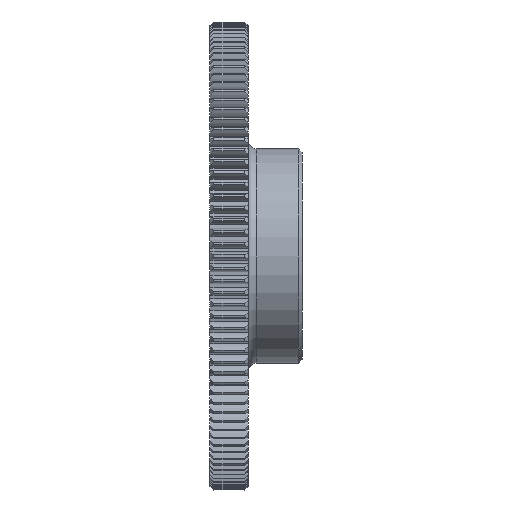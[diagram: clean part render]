
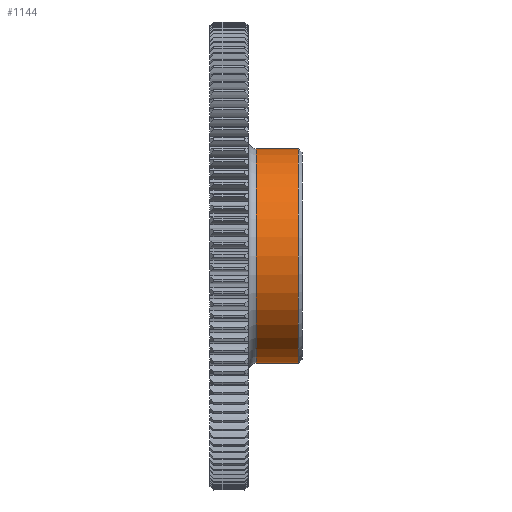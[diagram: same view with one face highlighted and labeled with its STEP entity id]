
A CAD part, front view. The second image highlights one B-rep face of the part: STEP entity #1144.
In plain terms, the highlighted cylindrical face has radius 14 mm (diameter 28 mm), a full revolution.
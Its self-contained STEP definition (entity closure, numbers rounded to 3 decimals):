
#1144 = ADVANCED_FACE( '', ( #2830, #2831 ), #2832, .T. );
#2830 = FACE_OUTER_BOUND( '', #5052, .T. );
#2831 = FACE_OUTER_BOUND( '', #5053, .T. );
#2832 = CYLINDRICAL_SURFACE( '', #5054, 14. );
#5052 = EDGE_LOOP( '', ( #8348, #8349 ) );
#5053 = EDGE_LOOP( '', ( #8350 ) );
#5054 = AXIS2_PLACEMENT_3D( '', #8351, #8352, #8353 );
#8348 = ORIENTED_EDGE( '', *, *, #14970, .T. );
#8349 = ORIENTED_EDGE( '', *, *, #14947, .T. );
#8350 = ORIENTED_EDGE( '', *, *, #13995, .F. );
#8351 = CARTESIAN_POINT( '', ( 12., 0., 0. ) );
#8352 = DIRECTION( '', ( -1., 0., 0. ) );
#8353 = DIRECTION( '', ( 0., 0., -1. ) );
#13995 = EDGE_CURVE( '', #16926, #16926, #16927, .T. );
#14947 = EDGE_CURVE( '', #18575, #18575, #18576, .T. );
#14970 = EDGE_CURVE( '', #18575, #18575, #18614, .T. );
#16926 = VERTEX_POINT( '', #21301 );
#16927 = CIRCLE( '', #21302, 14. );
#18575 = VERTEX_POINT( '', #23874 );
#18576 = B_SPLINE_CURVE_WITH_KNOTS( '', 3, ( #23875, #23876, #23877, #23878, #23879, #23880, #23881, #23882, #23883, #23884, #23885, #23886, #23887, #23888, #23889, #23890, #23891, #23892, #23893, #23894, #23895, #23896, #23897, #23898, #23899, #23900, #23901, #23902, #23903, #23904, #23905, #23906, #23907, #23908, #23909, #23910, #23911, #23912, #23913, #23914, #23915, #23916, #23917, #23918, #23919, #23920, #23921, #23922, #23923, #23924, #23925, #23926, #23927, #23928, #23929, #23930, #23931, #23932 ), .UNSPECIFIED., .T., .F., ( 2, 2, 2, 2, 2, 2, 2, 2, 2, 2, 2, 2, 2, 2, 2, 2, 2, 2, 2, 2, 2, 2, 2, 2, 2, 2, 2, 2, 2, 2, 2 ), ( 0.012, 0.013, 0.014, 0.014, 0.015, 0.016, 0.016, 0.016, 0.017, 0.017, 0.018, 0.018, 0.019, 0.02, 0.02, 0.021, 0.021, 0.022, 0.022, 0.023, 0.024, 0.024, 0.025, 0.025, 0.025, 0.026, 0.026, 0.027, 0.027, 0.028, 0.029 ), .UNSPECIFIED. );
#18614 = CIRCLE( '', #23989, 14. );
#21301 = CARTESIAN_POINT( '', ( 11.5, 0., -14. ) );
#21302 = AXIS2_PLACEMENT_3D( '', #27678, #27679, #27680 );
#23874 = CARTESIAN_POINT( '', ( 6., 14., 0. ) );
#23875 = CARTESIAN_POINT( '', ( 6., 14., 0.317 ) );
#23876 = CARTESIAN_POINT( '', ( 6., 14., -0.158 ) );
#23877 = CARTESIAN_POINT( '', ( 6.018, 13.997, -0.315 ) );
#23878 = CARTESIAN_POINT( '', ( 6.087, 13.987, -0.622 ) );
#23879 = CARTESIAN_POINT( '', ( 6.139, 13.979, -0.774 ) );
#23880 = CARTESIAN_POINT( '', ( 6.34, 13.951, -1.2 ) );
#23881 = CARTESIAN_POINT( '', ( 6.535, 13.926, -1.456 ) );
#23882 = CARTESIAN_POINT( '', ( 6.891, 13.888, -1.771 ) );
#23883 = CARTESIAN_POINT( '', ( 7.018, 13.876, -1.864 ) );
#23884 = CARTESIAN_POINT( '', ( 7.289, 13.853, -2.024 ) );
#23885 = CARTESIAN_POINT( '', ( 7.433, 13.843, -2.092 ) );
#23886 = CARTESIAN_POINT( '', ( 7.728, 13.826, -2.2 ) );
#23887 = CARTESIAN_POINT( '', ( 7.88, 13.82, -2.241 ) );
#23888 = CARTESIAN_POINT( '', ( 8.19, 13.811, -2.295 ) );
#23889 = CARTESIAN_POINT( '', ( 8.349, 13.808, -2.309 ) );
#23890 = CARTESIAN_POINT( '', ( 8.663, 13.808, -2.308 ) );
#23891 = CARTESIAN_POINT( '', ( 8.819, 13.811, -2.294 ) );
#23892 = CARTESIAN_POINT( '', ( 9.13, 13.82, -2.238 ) );
#23893 = CARTESIAN_POINT( '', ( 9.283, 13.827, -2.197 ) );
#23894 = CARTESIAN_POINT( '', ( 9.576, 13.844, -2.088 ) );
#23895 = CARTESIAN_POINT( '', ( 9.718, 13.854, -2.02 ) );
#23896 = CARTESIAN_POINT( '', ( 9.989, 13.876, -1.859 ) );
#23897 = CARTESIAN_POINT( '', ( 10.117, 13.889, -1.765 ) );
#23898 = CARTESIAN_POINT( '', ( 10.466, 13.926, -1.454 ) );
#23899 = CARTESIAN_POINT( '', ( 10.662, 13.952, -1.197 ) );
#23900 = CARTESIAN_POINT( '', ( 10.861, 13.979, -0.773 ) );
#23901 = CARTESIAN_POINT( '', ( 10.913, 13.987, -0.622 ) );
#23902 = CARTESIAN_POINT( '', ( 10.983, 13.997, -0.314 ) );
#23903 = CARTESIAN_POINT( '', ( 11., 14., -0.158 ) );
#23904 = CARTESIAN_POINT( '', ( 11., 14., 0.157 ) );
#23905 = CARTESIAN_POINT( '', ( 10.982, 13.997, 0.316 ) );
#23906 = CARTESIAN_POINT( '', ( 10.913, 13.987, 0.623 ) );
#23907 = CARTESIAN_POINT( '', ( 10.861, 13.979, 0.773 ) );
#23908 = CARTESIAN_POINT( '', ( 10.727, 13.961, 1.059 ) );
#23909 = CARTESIAN_POINT( '', ( 10.645, 13.95, 1.193 ) );
#23910 = CARTESIAN_POINT( '', ( 10.456, 13.926, 1.444 ) );
#23911 = CARTESIAN_POINT( '', ( 10.347, 13.913, 1.561 ) );
#23912 = CARTESIAN_POINT( '', ( 9.995, 13.876, 1.873 ) );
#23913 = CARTESIAN_POINT( '', ( 9.718, 13.852, 2.036 ) );
#23914 = CARTESIAN_POINT( '', ( 9.276, 13.826, 2.199 ) );
#23915 = CARTESIAN_POINT( '', ( 9.122, 13.82, 2.24 ) );
#23916 = CARTESIAN_POINT( '', ( 8.811, 13.811, 2.295 ) );
#23917 = CARTESIAN_POINT( '', ( 8.655, 13.808, 2.309 ) );
#23918 = CARTESIAN_POINT( '', ( 8.341, 13.808, 2.308 ) );
#23919 = CARTESIAN_POINT( '', ( 8.181, 13.811, 2.294 ) );
#23920 = CARTESIAN_POINT( '', ( 7.872, 13.82, 2.239 ) );
#23921 = CARTESIAN_POINT( '', ( 7.72, 13.827, 2.198 ) );
#23922 = CARTESIAN_POINT( '', ( 7.426, 13.843, 2.089 ) );
#23923 = CARTESIAN_POINT( '', ( 7.282, 13.854, 2.02 ) );
#23924 = CARTESIAN_POINT( '', ( 7.012, 13.876, 1.859 ) );
#23925 = CARTESIAN_POINT( '', ( 6.886, 13.888, 1.768 ) );
#23926 = CARTESIAN_POINT( '', ( 6.651, 13.913, 1.559 ) );
#23927 = CARTESIAN_POINT( '', ( 6.543, 13.926, 1.442 ) );
#23928 = CARTESIAN_POINT( '', ( 6.354, 13.95, 1.192 ) );
#23929 = CARTESIAN_POINT( '', ( 6.273, 13.961, 1.059 ) );
#23930 = CARTESIAN_POINT( '', ( 6.072, 13.989, 0.63 ) );
#23931 = CARTESIAN_POINT( '', ( 6., 14., 0.317 ) );
#23932 = CARTESIAN_POINT( '', ( 6., 14., -0.158 ) );
#23989 = AXIS2_PLACEMENT_3D( '', #28945, #28946, #28947 );
#27678 = CARTESIAN_POINT( '', ( 11.5, 0., 0. ) );
#27679 = DIRECTION( '', ( 1., 0., 0. ) );
#27680 = DIRECTION( '', ( 0., 0., -1. ) );
#28945 = CARTESIAN_POINT( '', ( 6., 0., 0. ) );
#28946 = DIRECTION( '', ( 1., 0., 0. ) );
#28947 = DIRECTION( '', ( 0., 0., -1. ) );
